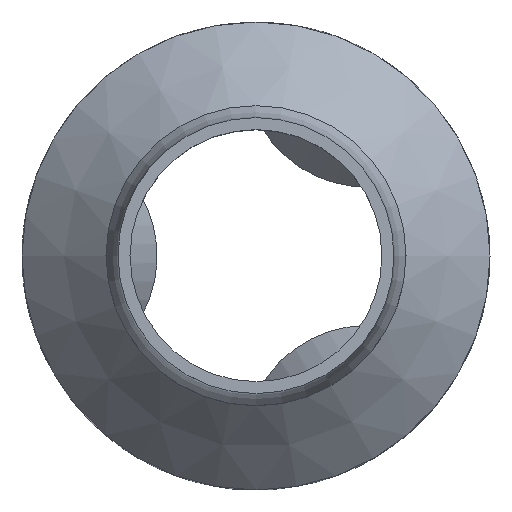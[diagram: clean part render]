
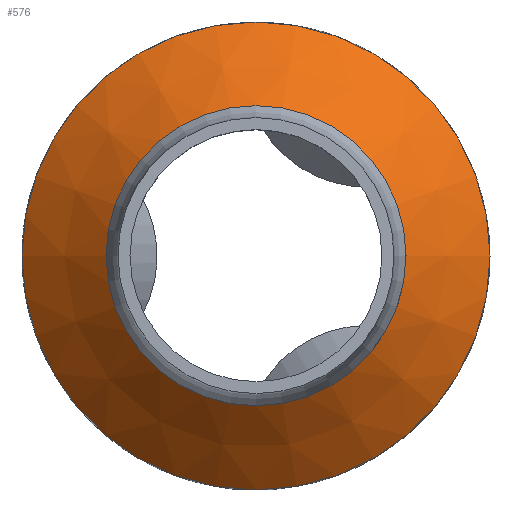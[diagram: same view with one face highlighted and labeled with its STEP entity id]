
A CAD part, top view. The second image highlights one B-rep face of the part: STEP entity #576.
In plain terms, the highlighted conical face has half-angle 47.421 degrees and reference radius 50 mm.
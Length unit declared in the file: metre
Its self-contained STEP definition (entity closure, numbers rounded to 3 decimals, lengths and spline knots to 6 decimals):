
#68=CONICAL_SURFACE('',#649,0.05,0.828);
#80=LINE('',#943,#93);
#93=VECTOR('',#762,0.05);
#128=FACE_OUTER_BOUND('',#165,.T.);
#165=EDGE_LOOP('',(#403,#404,#405,#406,#407,#408));
#206=CIRCLE('',#650,0.078);
#207=CIRCLE('',#651,0.05);
#208=CIRCLE('',#652,0.05);
#209=CIRCLE('',#653,0.078);
#240=VERTEX_POINT('',#939);
#241=VERTEX_POINT('',#940);
#242=VERTEX_POINT('',#942);
#243=VERTEX_POINT('',#944);
#301=EDGE_CURVE('',#240,#241,#206,.T.);
#302=EDGE_CURVE('',#241,#242,#80,.T.);
#303=EDGE_CURVE('',#243,#242,#207,.T.);
#304=EDGE_CURVE('',#242,#243,#208,.T.);
#305=EDGE_CURVE('',#241,#240,#209,.T.);
#403=ORIENTED_EDGE('',*,*,#301,.T.);
#404=ORIENTED_EDGE('',*,*,#302,.T.);
#405=ORIENTED_EDGE('',*,*,#303,.F.);
#406=ORIENTED_EDGE('',*,*,#304,.F.);
#407=ORIENTED_EDGE('',*,*,#302,.F.);
#408=ORIENTED_EDGE('',*,*,#305,.T.);
#576=ADVANCED_FACE('',(#128),#68,.T.);
#649=AXIS2_PLACEMENT_3D('',#938,#758,#759);
#650=AXIS2_PLACEMENT_3D('',#941,#760,#761);
#651=AXIS2_PLACEMENT_3D('',#945,#763,#764);
#652=AXIS2_PLACEMENT_3D('',#946,#765,#766);
#653=AXIS2_PLACEMENT_3D('',#947,#767,#768);
#758=DIRECTION('center_axis',(0.,0.,-1.));
#759=DIRECTION('ref_axis',(-1.,0.,0.));
#760=DIRECTION('center_axis',(0.,0.,1.));
#761=DIRECTION('ref_axis',(1.,0.,0.));
#762=DIRECTION('',(-0.736,0.,0.677));
#763=DIRECTION('center_axis',(0.,0.,1.));
#764=DIRECTION('ref_axis',(1.,0.,0.));
#765=DIRECTION('center_axis',(0.,0.,1.));
#766=DIRECTION('ref_axis',(1.,0.,0.));
#767=DIRECTION('center_axis',(0.,0.,1.));
#768=DIRECTION('ref_axis',(1.,0.,0.));
#938=CARTESIAN_POINT('Origin',(-0.000563,0.,0.097628));
#939=CARTESIAN_POINT('',(-0.078563,0.,0.0719));
#940=CARTESIAN_POINT('',(0.077437,0.,0.0719));
#941=CARTESIAN_POINT('Origin',(-0.000563,0.,0.0719));
#942=CARTESIAN_POINT('',(0.049437,0.,0.097628));
#943=CARTESIAN_POINT('',(0.049437,0.,0.097628));
#944=CARTESIAN_POINT('',(-0.050563,0.,0.097628));
#945=CARTESIAN_POINT('Origin',(-0.000563,0.,0.097628));
#946=CARTESIAN_POINT('Origin',(-0.000563,0.,0.097628));
#947=CARTESIAN_POINT('Origin',(-0.000563,0.,0.0719));
